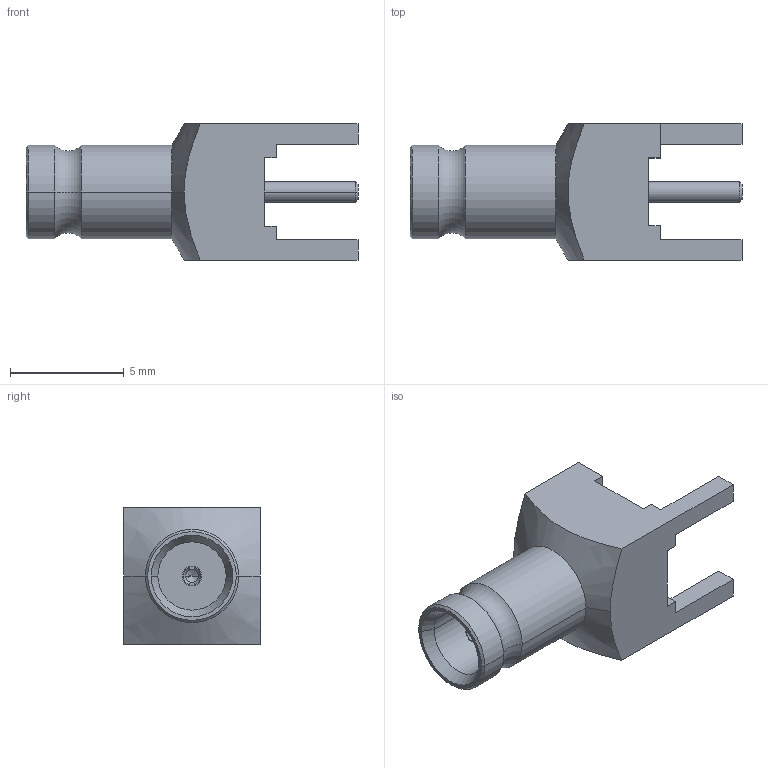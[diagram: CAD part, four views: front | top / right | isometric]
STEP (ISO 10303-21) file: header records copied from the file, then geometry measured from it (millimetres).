
FILE_DESCRIPTION((''),'2;1');
FILE_NAME('1236251B1-004-3GT10G-_SW0001','2019-12-05T',('Madhan'),(''),'CREO PARAMETRIC BY PTC INC, 2018360','CREO PARAMETRIC BY PTC INC, 2018360','');
FILE_SCHEMA(('CONFIG_CONTROL_DESIGN'));
Length unit declared in the file: millimetre
Products named in the file (1): 1236251B1-004-3GT10G-_SW0001
Bounding box: 14.6 x 6 x 6 mm (x, y, z)
Volume: 189.7 mm3; surface area: 381.1 mm2
Topology: 1 solids, 1 shells, 70 faces, 177 edges, 111 vertices
Faces by surface type: plane 38, cone 16, cylinder 14, torus 2
Entity records: 2200 total; most frequent: CARTESIAN_POINT 465, DIRECTION 355, ORIENTED_EDGE 350, EDGE_CURVE 175, AXIS2_PLACEMENT_3D 120, VECTOR 115, LINE 115, VERTEX_POINT 111
